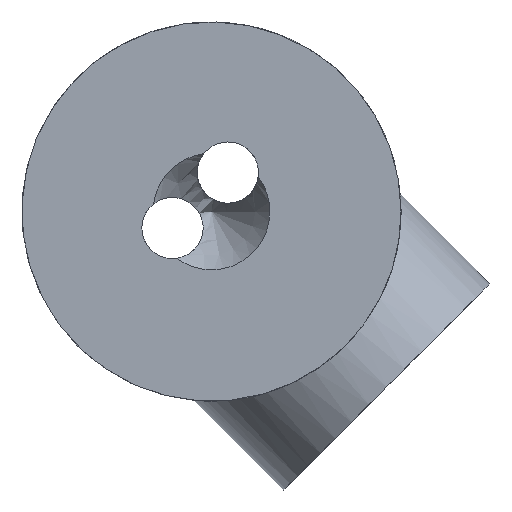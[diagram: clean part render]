
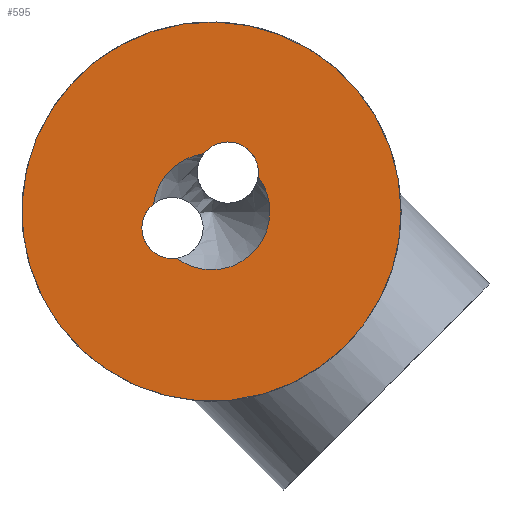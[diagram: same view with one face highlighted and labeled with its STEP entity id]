
A CAD part, left-side view. The second image highlights one B-rep face of the part: STEP entity #595.
In plain terms, the highlighted planar face has unit normal (-1, 0, 0).
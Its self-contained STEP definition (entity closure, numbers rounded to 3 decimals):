
#16=FACE_BOUND('',#81,.T.);
#22=PLANE('',#672);
#48=FACE_OUTER_BOUND('',#80,.T.);
#80=EDGE_LOOP('',(#445,#446));
#81=EDGE_LOOP('',(#447,#448,#449,#450,#451,#452));
#111=CIRCLE('',#645,6.5);
#123=CIRCLE('',#661,1.05);
#124=CIRCLE('',#662,1.05);
#127=CIRCLE('',#666,1.05);
#132=CIRCLE('',#673,6.5);
#133=CIRCLE('',#674,2.);
#134=CIRCLE('',#675,2.);
#135=CIRCLE('',#676,2.);
#244=VERTEX_POINT('',#904);
#249=VERTEX_POINT('',#921);
#262=VERTEX_POINT('',#966);
#263=VERTEX_POINT('',#968);
#264=VERTEX_POINT('',#970);
#268=VERTEX_POINT('',#1006);
#269=VERTEX_POINT('',#1013);
#274=VERTEX_POINT('',#1053);
#309=EDGE_CURVE('',#249,#244,#111,.T.);
#326=EDGE_CURVE('',#263,#262,#123,.T.);
#328=EDGE_CURVE('',#262,#264,#124,.T.);
#333=EDGE_CURVE('',#269,#268,#127,.T.);
#341=EDGE_CURVE('',#244,#249,#132,.T.);
#342=EDGE_CURVE('',#264,#274,#133,.T.);
#343=EDGE_CURVE('',#274,#269,#134,.T.);
#344=EDGE_CURVE('',#268,#263,#135,.T.);
#445=ORIENTED_EDGE('',*,*,#309,.F.);
#446=ORIENTED_EDGE('',*,*,#341,.F.);
#447=ORIENTED_EDGE('',*,*,#326,.T.);
#448=ORIENTED_EDGE('',*,*,#328,.T.);
#449=ORIENTED_EDGE('',*,*,#342,.T.);
#450=ORIENTED_EDGE('',*,*,#343,.T.);
#451=ORIENTED_EDGE('',*,*,#333,.T.);
#452=ORIENTED_EDGE('',*,*,#344,.T.);
#595=ADVANCED_FACE('',(#48,#16),#22,.T.);
#645=AXIS2_PLACEMENT_3D('',#934,#723,#724);
#661=AXIS2_PLACEMENT_3D('',#969,#760,#761);
#662=AXIS2_PLACEMENT_3D('',#998,#762,#763);
#666=AXIS2_PLACEMENT_3D('',#1014,#771,#772);
#672=AXIS2_PLACEMENT_3D('',#1051,#785,#786);
#673=AXIS2_PLACEMENT_3D('',#1052,#787,#788);
#674=AXIS2_PLACEMENT_3D('',#1054,#789,#790);
#675=AXIS2_PLACEMENT_3D('',#1055,#791,#792);
#676=AXIS2_PLACEMENT_3D('',#1056,#793,#794);
#723=DIRECTION('center_axis',(1.,0.,0.));
#724=DIRECTION('ref_axis',(0.,0.,-1.));
#760=DIRECTION('center_axis',(1.,0.,0.));
#761=DIRECTION('ref_axis',(0.,0.,-1.));
#762=DIRECTION('center_axis',(1.,0.,0.));
#763=DIRECTION('ref_axis',(0.,0.,-1.));
#771=DIRECTION('center_axis',(1.,0.,0.));
#772=DIRECTION('ref_axis',(0.,0.,-1.));
#785=DIRECTION('center_axis',(-1.,0.,0.));
#786=DIRECTION('ref_axis',(0.,0.,1.));
#787=DIRECTION('center_axis',(1.,0.,0.));
#788=DIRECTION('ref_axis',(0.,0.,-1.));
#789=DIRECTION('center_axis',(1.,0.,0.));
#790=DIRECTION('ref_axis',(0.,0.,-1.));
#791=DIRECTION('center_axis',(1.,0.,0.));
#792=DIRECTION('ref_axis',(0.,0.,-1.));
#793=DIRECTION('center_axis',(1.,0.,0.));
#794=DIRECTION('ref_axis',(0.,0.,-1.));
#904=CARTESIAN_POINT('',(-20.,-6.5,0.));
#921=CARTESIAN_POINT('',(-20.,-4.596,-4.596));
#934=CARTESIAN_POINT('Origin',(-20.,0.,0.));
#966=CARTESIAN_POINT('',(-20.,-0.563,2.386));
#968=CARTESIAN_POINT('',(-20.,0.264,1.982));
#969=CARTESIAN_POINT('Origin',(-20.,-0.563,1.336));
#970=CARTESIAN_POINT('',(-20.,-1.604,1.195));
#998=CARTESIAN_POINT('Origin',(-20.,-0.563,1.336));
#1006=CARTESIAN_POINT('',(-20.,1.982,0.264));
#1013=CARTESIAN_POINT('',(-20.,1.195,-1.604));
#1014=CARTESIAN_POINT('Origin',(-20.,1.336,-0.563));
#1051=CARTESIAN_POINT('Origin',(-20.,6.5,0.));
#1052=CARTESIAN_POINT('Origin',(-20.,0.,0.));
#1053=CARTESIAN_POINT('',(-20.,-2.,0.));
#1054=CARTESIAN_POINT('Origin',(-20.,0.,0.));
#1055=CARTESIAN_POINT('Origin',(-20.,0.,0.));
#1056=CARTESIAN_POINT('Origin',(-20.,0.,0.));
